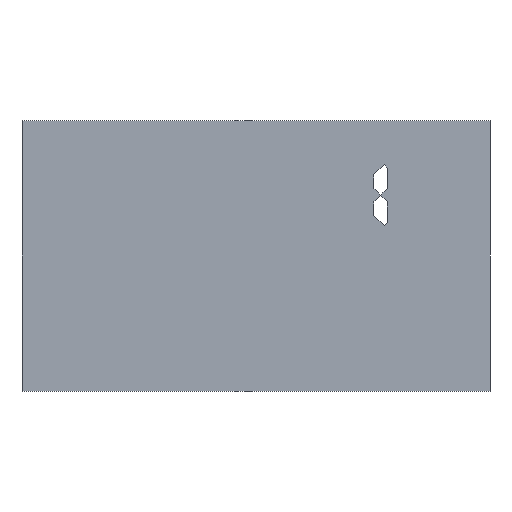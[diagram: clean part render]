
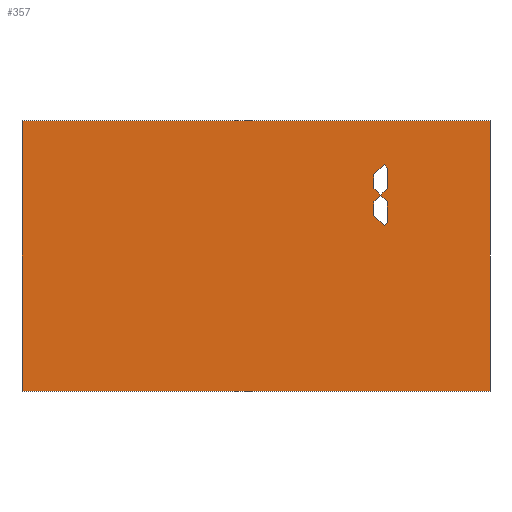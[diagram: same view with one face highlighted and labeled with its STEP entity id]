
A CAD part, front view. The second image highlights one B-rep face of the part: STEP entity #357.
In plain terms, the highlighted planar face has unit normal (0, -1, 0).
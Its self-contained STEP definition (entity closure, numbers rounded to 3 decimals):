
#16=FACE_BOUND('',#51,.T.);
#31=FACE_OUTER_BOUND('',#50,.T.);
#50=EDGE_LOOP('',(#297,#298,#299,#300));
#51=EDGE_LOOP('',(#301,#302,#303,#304,#305,#306,#307,#308,#309,#310,#311,
#312));
#57=LINE('',#487,#105);
#61=LINE('',#494,#109);
#65=LINE('',#501,#113);
#68=LINE('',#507,#116);
#71=LINE('',#513,#119);
#73=LINE('',#516,#121);
#76=LINE('',#524,#124);
#80=LINE('',#531,#128);
#83=LINE('',#537,#131);
#85=LINE('',#540,#133);
#88=LINE('',#546,#136);
#90=LINE('',#549,#138);
#97=LINE('',#564,#145);
#98=LINE('',#567,#146);
#99=LINE('',#569,#147);
#100=LINE('',#570,#148);
#105=VECTOR('',#399,10.);
#109=VECTOR('',#405,10.);
#113=VECTOR('',#411,10.);
#116=VECTOR('',#416,10.);
#119=VECTOR('',#421,10.);
#121=VECTOR('',#425,10.);
#124=VECTOR('',#430,10.);
#128=VECTOR('',#436,10.);
#131=VECTOR('',#441,10.);
#133=VECTOR('',#445,10.);
#136=VECTOR('',#450,10.);
#138=VECTOR('',#454,10.);
#145=VECTOR('',#465,10.);
#146=VECTOR('',#468,10.);
#147=VECTOR('',#469,10.);
#148=VECTOR('',#470,10.);
#153=VERTEX_POINT('',#484);
#154=VERTEX_POINT('',#486);
#156=VERTEX_POINT('',#492);
#158=VERTEX_POINT('',#499);
#160=VERTEX_POINT('',#505);
#162=VERTEX_POINT('',#511);
#165=VERTEX_POINT('',#521);
#166=VERTEX_POINT('',#523);
#168=VERTEX_POINT('',#529);
#170=VERTEX_POINT('',#535);
#172=VERTEX_POINT('',#544);
#177=VERTEX_POINT('',#560);
#178=VERTEX_POINT('',#562);
#179=VERTEX_POINT('',#566);
#180=VERTEX_POINT('',#568);
#183=EDGE_CURVE('',#154,#153,#57,.T.);
#187=EDGE_CURVE('',#153,#156,#61,.T.);
#191=EDGE_CURVE('',#156,#158,#65,.T.);
#194=EDGE_CURVE('',#158,#160,#68,.T.);
#197=EDGE_CURVE('',#160,#162,#71,.T.);
#199=EDGE_CURVE('',#162,#154,#73,.T.);
#202=EDGE_CURVE('',#166,#165,#76,.T.);
#206=EDGE_CURVE('',#165,#168,#80,.T.);
#209=EDGE_CURVE('',#168,#170,#83,.T.);
#211=EDGE_CURVE('',#170,#153,#85,.T.);
#214=EDGE_CURVE('',#153,#172,#88,.T.);
#216=EDGE_CURVE('',#172,#166,#90,.T.);
#223=EDGE_CURVE('',#177,#178,#97,.T.);
#224=EDGE_CURVE('',#177,#179,#98,.T.);
#225=EDGE_CURVE('',#180,#178,#99,.T.);
#226=EDGE_CURVE('',#179,#180,#100,.T.);
#297=ORIENTED_EDGE('',*,*,#224,.F.);
#298=ORIENTED_EDGE('',*,*,#223,.T.);
#299=ORIENTED_EDGE('',*,*,#225,.F.);
#300=ORIENTED_EDGE('',*,*,#226,.F.);
#301=ORIENTED_EDGE('',*,*,#202,.T.);
#302=ORIENTED_EDGE('',*,*,#206,.T.);
#303=ORIENTED_EDGE('',*,*,#209,.T.);
#304=ORIENTED_EDGE('',*,*,#211,.T.);
#305=ORIENTED_EDGE('',*,*,#187,.T.);
#306=ORIENTED_EDGE('',*,*,#191,.T.);
#307=ORIENTED_EDGE('',*,*,#194,.T.);
#308=ORIENTED_EDGE('',*,*,#197,.T.);
#309=ORIENTED_EDGE('',*,*,#199,.T.);
#310=ORIENTED_EDGE('',*,*,#183,.T.);
#311=ORIENTED_EDGE('',*,*,#214,.T.);
#312=ORIENTED_EDGE('',*,*,#216,.T.);
#339=PLANE('',#389);
#357=ADVANCED_FACE('',(#31,#16),#339,.T.);
#389=AXIS2_PLACEMENT_3D('',#565,#466,#467);
#399=DIRECTION('',(0.707,0.,0.707));
#405=DIRECTION('',(0.707,0.,-0.707));
#411=DIRECTION('',(0.,0.,-1.));
#416=DIRECTION('',(-0.707,0.,-0.707));
#421=DIRECTION('',(-0.707,0.,0.707));
#425=DIRECTION('',(0.,0.,1.));
#430=DIRECTION('',(0.707,0.,0.707));
#436=DIRECTION('',(0.707,0.,-0.707));
#441=DIRECTION('',(0.,0.,-1.));
#445=DIRECTION('',(-0.707,0.,-0.707));
#450=DIRECTION('',(-0.707,0.,0.707));
#454=DIRECTION('',(0.,0.,1.));
#465=DIRECTION('',(1.,0.,0.));
#466=DIRECTION('center_axis',(0.,-1.,0.));
#467=DIRECTION('ref_axis',(0.,0.,-1.));
#468=DIRECTION('',(0.,0.,1.));
#469=DIRECTION('',(0.,0.,-1.));
#470=DIRECTION('',(1.,0.,0.));
#484=CARTESIAN_POINT('',(35.15,31.5,18.));
#486=CARTESIAN_POINT('',(33.15,31.5,16.));
#487=CARTESIAN_POINT('',(14.113,31.5,-3.037));
#492=CARTESIAN_POINT('',(37.15,31.5,16.));
#494=CARTESIAN_POINT('',(4.113,31.5,49.037));
#499=CARTESIAN_POINT('',(37.15,31.5,10.));
#501=CARTESIAN_POINT('',(37.15,31.5,25.));
#505=CARTESIAN_POINT('',(36.15,31.5,9.));
#507=CARTESIAN_POINT('',(17.113,31.5,-10.037));
#511=CARTESIAN_POINT('',(33.15,31.5,12.));
#513=CARTESIAN_POINT('',(0.113,31.5,45.037));
#516=CARTESIAN_POINT('',(33.15,31.5,28.));
#521=CARTESIAN_POINT('',(36.15,31.5,27.));
#523=CARTESIAN_POINT('',(33.15,31.5,24.));
#524=CARTESIAN_POINT('',(12.613,31.5,3.463));
#529=CARTESIAN_POINT('',(37.15,31.5,26.));
#531=CARTESIAN_POINT('',(6.613,31.5,56.537));
#535=CARTESIAN_POINT('',(37.15,31.5,20.));
#537=CARTESIAN_POINT('',(37.15,31.5,30.));
#540=CARTESIAN_POINT('',(14.113,31.5,-3.037));
#544=CARTESIAN_POINT('',(33.15,31.5,20.));
#546=CARTESIAN_POINT('',(2.113,31.5,51.037));
#549=CARTESIAN_POINT('',(33.15,31.5,32.));
#560=CARTESIAN_POINT('',(-71.,31.5,-40.));
#562=CARTESIAN_POINT('',(67.5,31.5,-40.));
#564=CARTESIAN_POINT('',(-71.,31.5,-40.));
#565=CARTESIAN_POINT('Origin',(-71.,31.5,40.));
#566=CARTESIAN_POINT('',(-71.,31.5,40.));
#567=CARTESIAN_POINT('',(-71.,31.5,-40.));
#568=CARTESIAN_POINT('',(67.5,31.5,40.));
#569=CARTESIAN_POINT('',(67.5,31.5,-40.));
#570=CARTESIAN_POINT('',(-71.,31.5,40.));
